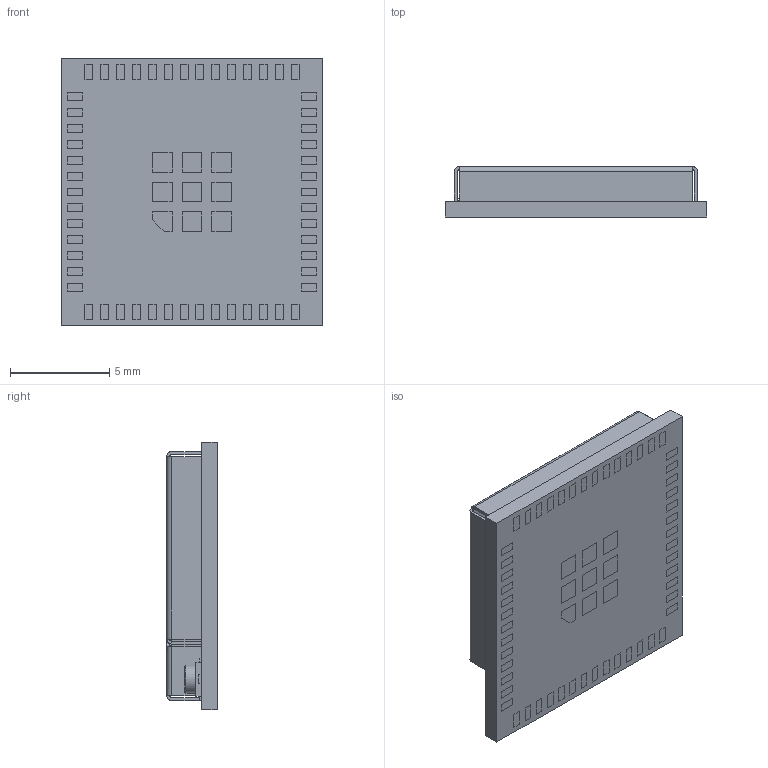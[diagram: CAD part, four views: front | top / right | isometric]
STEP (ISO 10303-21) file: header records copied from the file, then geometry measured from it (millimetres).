
FILE_DESCRIPTION (( 'STEP AP214' ), '1' );
FILE_NAME ('ESP32-MINI-1U-N4.STEP', '2023-06-14T06:54:16', ( '' ), ( '' ), 'SwSTEP 2.0', 'SolidWorks 2021', '' );
FILE_SCHEMA (( 'AUTOMOTIVE_DESIGN' ));
Length unit declared in the file: millimetre
Products named in the file (1): ESP32-MINI-1U-N4
Bounding box: 13.2 x 2.55 x 13.5 mm (x, y, z)
Volume: 176.1 mm3; surface area: 942.6 mm2
Topology: 72 solids, 72 shells, 799 faces, 1745 edges, 1151 vertices
Faces by surface type: plane 772, cylinder 21, cone 4, sphere 2
Entity records: 26233 total; most frequent: CARTESIAN_POINT 3744, ORIENTED_EDGE 3482, DIRECTION 3383, EDGE_CURVE 1741, VECTOR 1691, LINE 1691, VERTEX_POINT 1149, EDGE_LOOP 864
